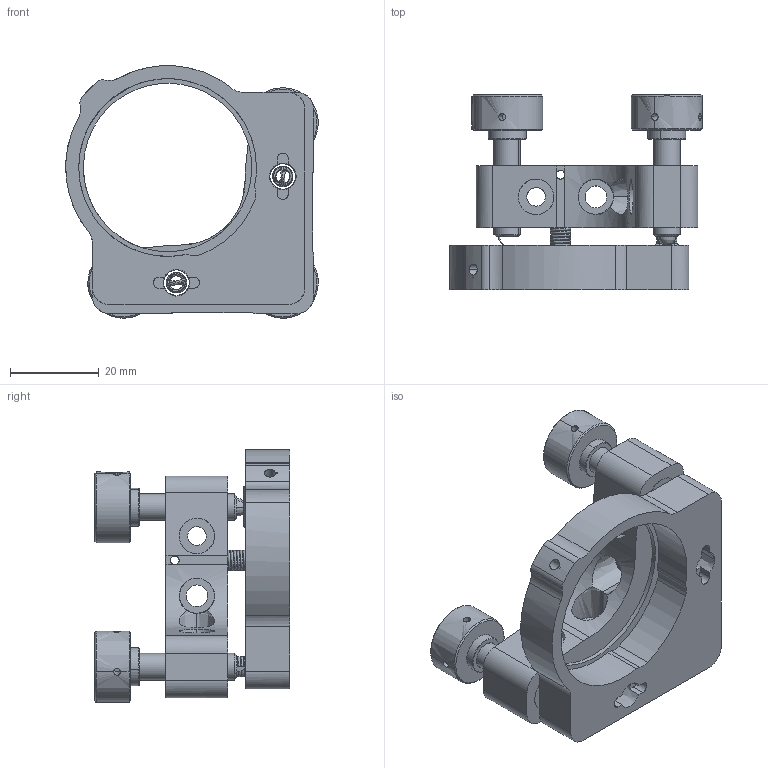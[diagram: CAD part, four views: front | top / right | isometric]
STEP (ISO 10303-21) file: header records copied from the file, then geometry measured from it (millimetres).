
FILE_DESCRIPTION(/* description */ (''),/* implementation_level */ '2;1');
FILE_NAME(/* name */ 'MMM3-B~1',/* time_stamp */ '2021-08-20T18:56:55+03:00',/* author */ (''),/* organization */ (''),/* preprocessor_version */ 'ST-DEVELOPER v15',/* originating_system */ '',/* authorisation */ '');
FILE_SCHEMA (('AUTOMOTIVE_DESIGN'));
Products named in the file (9): Document; МММ3-А40-к; МММ3-А40-к_Subs
titute_1; Block 01; Block 02; Block 03; Block 04; Block 05
Assembly tree (8 placements, depth 5):
  Document
    Document
      МММ3-А40-к
        МММ3-А40-к_Subs
titute_1
          Block 01
          Block 02
          Block 03
          Block 04
          Block 05
Bounding box: 56.98 x 44.2 x 56.95 mm (x, y, z)
Volume: 31252.3 mm3; surface area: 23128 mm2
Topology: 24 solids, 44 shells, 982 faces, 2789 edges, 1817 vertices
Faces by surface type: bspline 982
Entity records: 119417 total; most frequent: CARTESIAN_POINT 84712, B_SPLINE_CURVE_WITH_KNOTS 6755, ORIENTED_EDGE 5372, PCURVE 5372, DEFINITIONAL_REPRESENTATION 5372, SURFACE_CURVE 2754, EDGE_CURVE 2754, VERTEX_POINT 1811
